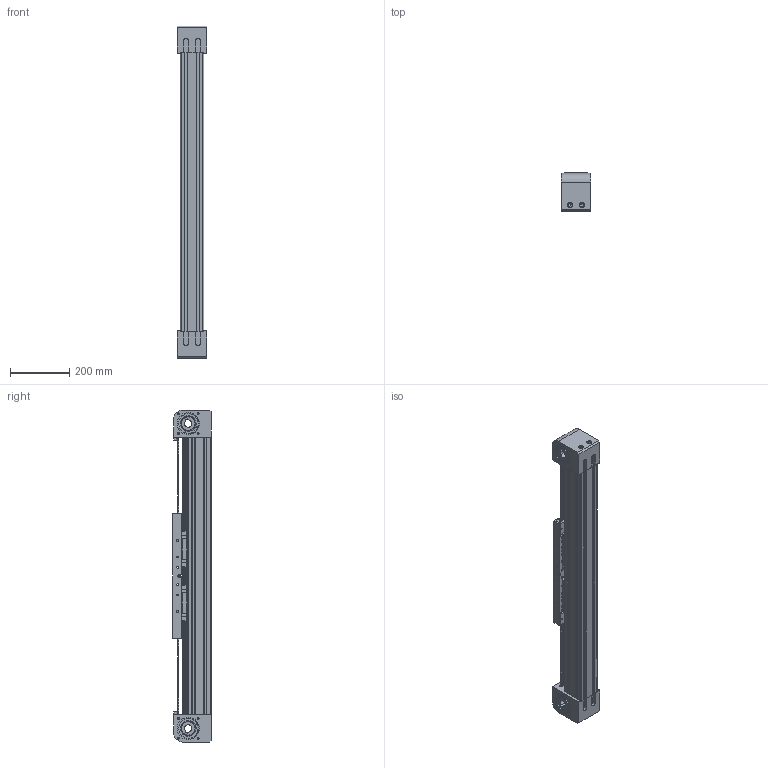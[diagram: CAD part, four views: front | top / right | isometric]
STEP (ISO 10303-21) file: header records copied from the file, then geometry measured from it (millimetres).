
FILE_DESCRIPTION (( 'STEP AP214' ), '1' );
FILE_NAME ('BLM80-500.STEP', '2023-03-13T14:40:55', ( '' ), ( '' ), 'SwSTEP 2.0', 'SolidWorks 2023', '' );
FILE_SCHEMA (( 'AUTOMOTIVE_DESIGN' ));
Length unit declared in the file: millimetre
Products named in the file (1): BLM80-500
Bounding box: 100 x 130 x 1124 mm (x, y, z)
Volume: 8236971.7 mm3; surface area: 1359461 mm2
Topology: 49 solids, 57 shells, 3375 faces, 9224 edges, 6004 vertices
Faces by surface type: plane 1727, cylinder 1320, torus 152, sphere 100, cone 52, bspline 24
Entity records: 149138 total; most frequent: CARTESIAN_POINT 24960, DIRECTION 18598, ORIENTED_EDGE 17840, EDGE_CURVE 8920, AXIS2_PLACEMENT_3D 6612, VERTEX_POINT 5812, LINE 5374, VECTOR 5374
